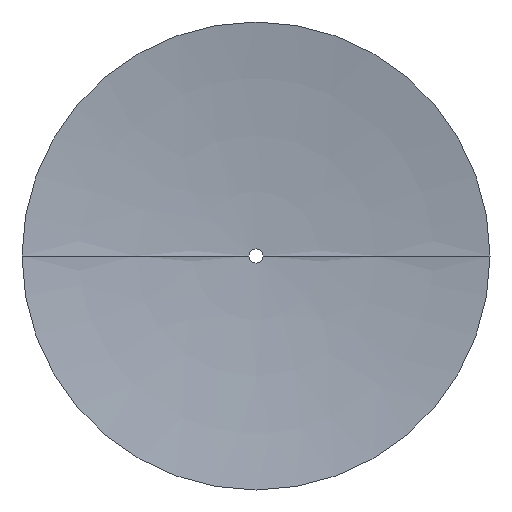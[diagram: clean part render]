
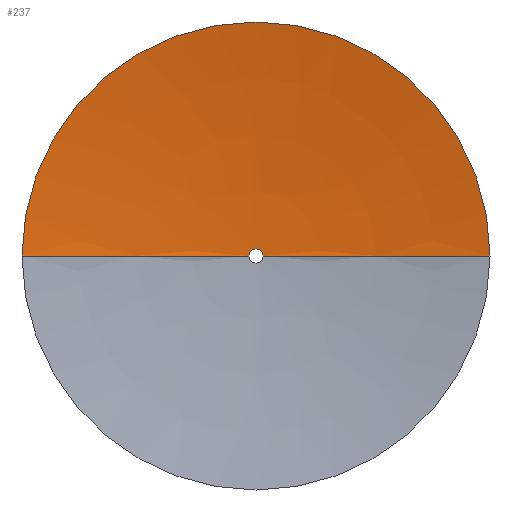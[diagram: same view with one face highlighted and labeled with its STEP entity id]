
A CAD part, front view. The second image highlights one B-rep face of the part: STEP entity #237.
In plain terms, the highlighted free-form (B-spline) face has degree [2, 3] with [3, 4] control points.
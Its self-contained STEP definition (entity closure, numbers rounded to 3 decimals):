
#2 = VERTEX_POINT ( 'NONE', #207 ) ;
#7 = CARTESIAN_POINT ( 'NONE',  ( -28.499, 4.542, 56.999 ) ) ;
#26 = CARTESIAN_POINT ( 'NONE',  ( -28.499, 4.542, 0. ) ) ;
#34 = EDGE_CURVE ( 'NONE', #133, #127, #356, .T. ) ;
#36 = EDGE_LOOP ( 'NONE', ( #44, #294, #172, #70, #95, #358 ) ) ;
#44 = ORIENTED_EDGE ( 'NONE', *, *, #337, .F. ) ;
#45 = EDGE_CURVE ( 'NONE', #223, #153, #231, .T. ) ;
#49 = CARTESIAN_POINT ( 'NONE',  ( 0., 0., 0. ) ) ;
#53 = EDGE_CURVE ( 'NONE', #127, #223, #200, .T. ) ;
#60 = CARTESIAN_POINT ( 'NONE',  ( -1.65, 5.193, 0. ) ) ;
#62 = CARTESIAN_POINT ( 'NONE',  ( -28.499, 4.542, 0. ) ) ;
#64 = CARTESIAN_POINT ( 'NONE',  ( -1.65, 5.193, 3.3 ) ) ;
#70 = ORIENTED_EDGE ( 'NONE', *, *, #53, .F. ) ;
#73 = VERTEX_POINT ( 'NONE', #274 ) ;
#81 = EDGE_CURVE ( 'NONE', #73, #133, #85, .T. ) ;
#85 = CIRCLE ( 'NONE', #165, 55. ) ;
#90 = CARTESIAN_POINT ( 'NONE',  ( -1.65, 5.193, 0. ) ) ;
#95 = ORIENTED_EDGE ( 'NONE', *, *, #34, .F. ) ;
#106 = DIRECTION ( 'NONE',  ( 0., 1., 0. ) ) ;
#114 = FACE_OUTER_BOUND ( 'NONE', #36, .T. ) ;
#126 = CARTESIAN_POINT ( 'NONE',  ( 0., 5.193, 0. ) ) ;
#127 = VERTEX_POINT ( 'NONE', #303 ) ;
#131 = CARTESIAN_POINT ( 'NONE',  ( 0., 5.193, 0. ) ) ;
#133 = VERTEX_POINT ( 'NONE', #327 ) ;
#137 = AXIS2_PLACEMENT_3D ( 'NONE', #311, #344, #313 ) ;
#141 =( BOUNDED_SURFACE ( )  B_SPLINE_SURFACE ( 2, 3, ( 
 ( #171, #335, #228, #261 ),
 ( #62, #7, #180, #343 ),
 ( #90, #64, #178, #289 ) ),
 .UNSPECIFIED., .F., .F., .F. ) 
 B_SPLINE_SURFACE_WITH_KNOTS ( ( 3, 3 ),
 ( 4, 4 ),
 ( 0., 0.97 ),
 ( 0., 1. ),
 .UNSPECIFIED. ) 
 GEOMETRIC_REPRESENTATION_ITEM ( )  RATIONAL_B_SPLINE_SURFACE ( (
 ( 1., 0.333, 0.333, 1.),
 ( 1., 0.333, 0.333, 1.),
 ( 1., 0.333, 0.333, 1.) ) ) 
 REPRESENTATION_ITEM ( '' )  SURFACE ( )  );
#153 = VERTEX_POINT ( 'NONE', #169 ) ;
#165 = AXIS2_PLACEMENT_3D ( 'NONE', #49, #106, #219 ) ;
#169 = CARTESIAN_POINT ( 'NONE',  ( -1.65, 5.193, 0. ) ) ;
#171 = CARTESIAN_POINT ( 'NONE',  ( -55., 0., 0. ) ) ;
#172 = ORIENTED_EDGE ( 'NONE', *, *, #45, .F. ) ;
#174 = CARTESIAN_POINT ( 'NONE',  ( -55., 0., 0. ) ) ;
#178 = CARTESIAN_POINT ( 'NONE',  ( 1.65, 5.193, 3.3 ) ) ;
#180 = CARTESIAN_POINT ( 'NONE',  ( 28.499, 4.542, 56.999 ) ) ;
#190 = CARTESIAN_POINT ( 'NONE',  ( 28.499, 4.542, 0. ) ) ;
#191 = CIRCLE ( 'NONE', #137, 55. ) ;
#192 = AXIS2_PLACEMENT_3D ( 'NONE', #131, #324, #354 ) ;
#200 = CIRCLE ( 'NONE', #278, 1.65 ) ;
#203 = EDGE_CURVE ( 'NONE', #2, #153, #262, .T. ) ;
#207 = CARTESIAN_POINT ( 'NONE',  ( -55., 0., 0. ) ) ;
#219 = DIRECTION ( 'NONE',  ( 0., 0., 1. ) ) ;
#223 = VERTEX_POINT ( 'NONE', #250 ) ;
#228 = CARTESIAN_POINT ( 'NONE',  ( 55., 0., 110. ) ) ;
#231 = CIRCLE ( 'NONE', #192, 1.65 ) ;
#237 = ADVANCED_FACE ( 'NONE', ( #114 ), #141, .T. ) ;
#250 = CARTESIAN_POINT ( 'NONE',  ( 0., 5.193, 1.65 ) ) ;
#261 = CARTESIAN_POINT ( 'NONE',  ( 55., 0., 0. ) ) ;
#262 = B_SPLINE_CURVE_WITH_KNOTS ( 'NONE', 2,
 ( #174, #26, #60 ),
 .UNSPECIFIED., .F., .F.,
 ( 3, 3 ),
 ( 0., 0.97 ),
 .UNSPECIFIED. ) ;
#271 = CARTESIAN_POINT ( 'NONE',  ( 1.65, 5.193, 0. ) ) ;
#274 = CARTESIAN_POINT ( 'NONE',  ( 0., 0., 55. ) ) ;
#278 = AXIS2_PLACEMENT_3D ( 'NONE', #126, #326, #320 ) ;
#289 = CARTESIAN_POINT ( 'NONE',  ( 1.65, 5.193, 0. ) ) ;
#294 = ORIENTED_EDGE ( 'NONE', *, *, #203, .T. ) ;
#303 = CARTESIAN_POINT ( 'NONE',  ( 1.65, 5.193, 0. ) ) ;
#311 = CARTESIAN_POINT ( 'NONE',  ( 0., 0., 0. ) ) ;
#313 = DIRECTION ( 'NONE',  ( 0., 0., 1. ) ) ;
#314 = CARTESIAN_POINT ( 'NONE',  ( 55., 0., 0. ) ) ;
#320 = DIRECTION ( 'NONE',  ( 0., 0., 1. ) ) ;
#324 = DIRECTION ( 'NONE',  ( 0., -1., 0. ) ) ;
#326 = DIRECTION ( 'NONE',  ( 0., -1., 0. ) ) ;
#327 = CARTESIAN_POINT ( 'NONE',  ( 55., 0., 0. ) ) ;
#335 = CARTESIAN_POINT ( 'NONE',  ( -55., 0., 110. ) ) ;
#337 = EDGE_CURVE ( 'NONE', #2, #73, #191, .T. ) ;
#343 = CARTESIAN_POINT ( 'NONE',  ( 28.499, 4.542, 0. ) ) ;
#344 = DIRECTION ( 'NONE',  ( 0., 1., 0. ) ) ;
#354 = DIRECTION ( 'NONE',  ( 0., 0., 1. ) ) ;
#356 = B_SPLINE_CURVE_WITH_KNOTS ( 'NONE', 2,
 ( #314, #190, #271 ),
 .UNSPECIFIED., .F., .F.,
 ( 3, 3 ),
 ( 0., 0.97 ),
 .UNSPECIFIED. ) ;
#358 = ORIENTED_EDGE ( 'NONE', *, *, #81, .F. ) ;
